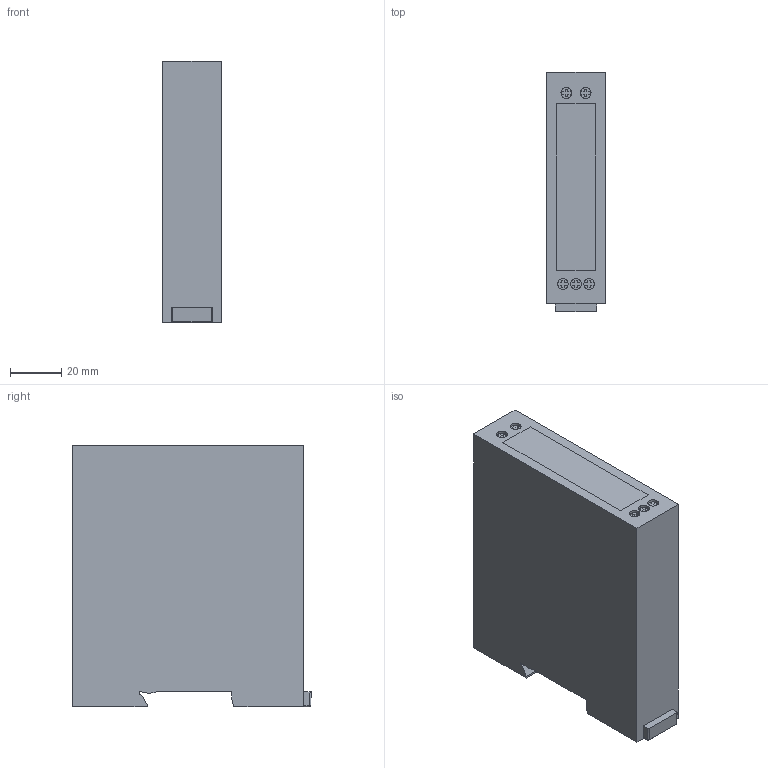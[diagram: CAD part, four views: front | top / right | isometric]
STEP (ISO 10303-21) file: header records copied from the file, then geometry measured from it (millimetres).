
FILE_DESCRIPTION (( 'STEP AP214' ), '1' );
FILE_NAME ('DMP1120125.STEP', '2017-11-21T19:53:43', ( '' ), ( '' ), 'SwSTEP 2.0', 'SolidWorks 2017', '' );
FILE_SCHEMA (( 'AUTOMOTIVE_DESIGN' ));
Length unit declared in the file: millimetre
Products named in the file (1): DMP1120125
Bounding box: 22.8 x 93 x 102 mm (x, y, z)
Volume: 204839.5 mm3; surface area: 27268.7 mm2
Topology: 1 solids, 1 shells, 103 faces, 283 edges, 188 vertices
Faces by surface type: plane 86, cylinder 15, sphere 2
Entity records: 3294 total; most frequent: CARTESIAN_POINT 581, ORIENTED_EDGE 566, DIRECTION 537, EDGE_CURVE 283, LINE 233, VECTOR 233, VERTEX_POINT 188, AXIS2_PLACEMENT_3D 152
